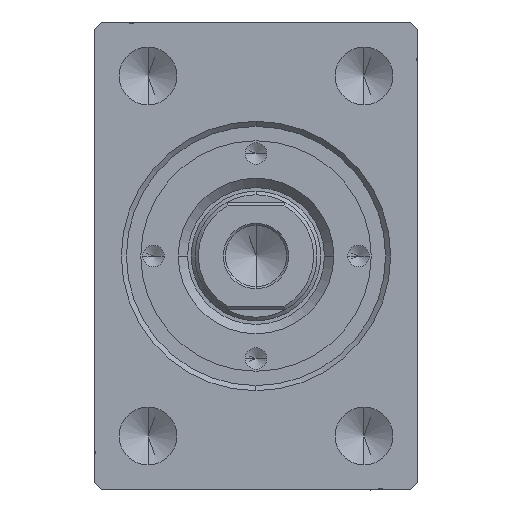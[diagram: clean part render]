
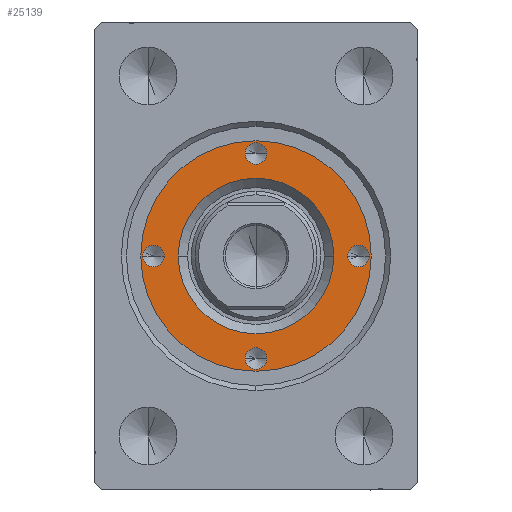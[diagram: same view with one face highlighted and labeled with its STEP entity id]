
A CAD part, left-side view. The second image highlights one B-rep face of the part: STEP entity #25139.
In plain terms, the highlighted face is planar.
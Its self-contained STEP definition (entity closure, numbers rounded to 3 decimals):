
#945 = EDGE_CURVE ( 'NONE', #3467, #30527, #43406, .T. ) ;
#1053 = FACE_BOUND ( 'NONE', #14610, .T. ) ;
#1615 = CARTESIAN_POINT ( 'NONE',  ( 0., 14.25, 7. ) ) ;
#1621 = DIRECTION ( 'NONE',  ( 0., 0., 1. ) ) ;
#2173 = CIRCLE ( 'NONE', #25716, 1.5 ) ;
#2841 = AXIS2_PLACEMENT_3D ( 'NONE', #38098, #27397, #20892 ) ;
#3022 = DIRECTION ( 'NONE',  ( 0., 0., 1. ) ) ;
#3123 = VERTEX_POINT ( 'NONE', #42839 ) ;
#3467 = VERTEX_POINT ( 'NONE', #29644 ) ;
#3644 = EDGE_LOOP ( 'NONE', ( #28228, #3685 ) ) ;
#3685 = ORIENTED_EDGE ( 'NONE', *, *, #23713, .F. ) ;
#3951 = FACE_OUTER_BOUND ( 'NONE', #43902, .T. ) ;
#4063 = AXIS2_PLACEMENT_3D ( 'NONE', #29137, #29367, #33169 ) ;
#4236 = VERTEX_POINT ( 'NONE', #16248 ) ;
#4450 = AXIS2_PLACEMENT_3D ( 'NONE', #16668, #9311, #6626 ) ;
#4512 = ORIENTED_EDGE ( 'NONE', *, *, #25877, .F. ) ;
#5387 = DIRECTION ( 'NONE',  ( 1., 0., 0. ) ) ;
#5395 = DIRECTION ( 'NONE',  ( 1., 0., 0. ) ) ;
#5591 = DIRECTION ( 'NONE',  ( 1., 0., 0. ) ) ;
#5776 = EDGE_CURVE ( 'NONE', #8069, #26889, #41280, .T. ) ;
#6604 = EDGE_CURVE ( 'NONE', #15978, #12610, #41310, .T. ) ;
#6626 = DIRECTION ( 'NONE',  ( 1., 0., 0. ) ) ;
#6838 = EDGE_CURVE ( 'NONE', #12610, #15978, #26364, .T. ) ;
#6907 = EDGE_CURVE ( 'NONE', #30527, #3467, #24901, .T. ) ;
#7295 = FACE_BOUND ( 'NONE', #35392, .T. ) ;
#7612 = EDGE_CURVE ( 'NONE', #3123, #4236, #24932, .T. ) ;
#7944 = PLANE ( 'NONE',  #9141 ) ;
#8028 = CARTESIAN_POINT ( 'NONE',  ( -14.25, 0., 7. ) ) ;
#8069 = VERTEX_POINT ( 'NONE', #36803 ) ;
#8161 = FACE_BOUND ( 'NONE', #16801, .T. ) ;
#8230 = AXIS2_PLACEMENT_3D ( 'NONE', #15214, #42903, #5395 ) ;
#8303 = ORIENTED_EDGE ( 'NONE', *, *, #6604, .F. ) ;
#8367 = DIRECTION ( 'NONE',  ( 1., 0., 0. ) ) ;
#9067 = ORIENTED_EDGE ( 'NONE', *, *, #7612, .F. ) ;
#9141 = AXIS2_PLACEMENT_3D ( 'NONE', #41879, #18437, #11295 ) ;
#9311 = DIRECTION ( 'NONE',  ( 0., 0., 1. ) ) ;
#9380 = CARTESIAN_POINT ( 'NONE',  ( 15.75, 0., 7. ) ) ;
#9435 = EDGE_CURVE ( 'NONE', #23592, #38805, #2173, .T. ) ;
#9484 = CARTESIAN_POINT ( 'NONE',  ( 14.25, 0., 7. ) ) ;
#9655 = AXIS2_PLACEMENT_3D ( 'NONE', #43934, #36825, #22966 ) ;
#10378 = CIRCLE ( 'NONE', #9655, 16. ) ;
#10596 = ORIENTED_EDGE ( 'NONE', *, *, #6838, .F. ) ;
#11023 = CARTESIAN_POINT ( 'NONE',  ( 10.8, 0., 7. ) ) ;
#11295 = DIRECTION ( 'NONE',  ( 1., 0., 0. ) ) ;
#11594 = EDGE_CURVE ( 'NONE', #38805, #23592, #16578, .T. ) ;
#11933 = DIRECTION ( 'NONE',  ( 0., 0., -1. ) ) ;
#12610 = VERTEX_POINT ( 'NONE', #17977 ) ;
#12741 = CARTESIAN_POINT ( 'NONE',  ( 0., 14.25, 7. ) ) ;
#13516 = ORIENTED_EDGE ( 'NONE', *, *, #945, .T. ) ;
#13558 = ORIENTED_EDGE ( 'NONE', *, *, #11594, .F. ) ;
#14400 = CARTESIAN_POINT ( 'NONE',  ( 0., 0., 7. ) ) ;
#14610 = EDGE_LOOP ( 'NONE', ( #9067, #4512 ) ) ;
#14765 = DIRECTION ( 'NONE',  ( 0., 0., 1. ) ) ;
#14998 = ORIENTED_EDGE ( 'NONE', *, *, #9435, .F. ) ;
#15005 = ORIENTED_EDGE ( 'NONE', *, *, #17143, .T. ) ;
#15214 = CARTESIAN_POINT ( 'NONE',  ( -14.25, 0., 7. ) ) ;
#15553 = EDGE_LOOP ( 'NONE', ( #41796, #13516 ) ) ;
#15978 = VERTEX_POINT ( 'NONE', #32415 ) ;
#16248 = CARTESIAN_POINT ( 'NONE',  ( -15.75, 0., 7. ) ) ;
#16578 = CIRCLE ( 'NONE', #4450, 1.5 ) ;
#16668 = CARTESIAN_POINT ( 'NONE',  ( 14.25, 0., 7. ) ) ;
#16801 = EDGE_LOOP ( 'NONE', ( #10596, #8303 ) ) ;
#17143 = EDGE_CURVE ( 'NONE', #17257, #41786, #10378, .T. ) ;
#17257 = VERTEX_POINT ( 'NONE', #27206 ) ;
#17977 = CARTESIAN_POINT ( 'NONE',  ( 1.5, -14.25, 7. ) ) ;
#18437 = DIRECTION ( 'NONE',  ( 0., 0., 1. ) ) ;
#20892 = DIRECTION ( 'NONE',  ( 1., 0., 0. ) ) ;
#21220 = DIRECTION ( 'NONE',  ( 0., 0., 1. ) ) ;
#21586 = EDGE_CURVE ( 'NONE', #41786, #17257, #31879, .T. ) ;
#21665 = DIRECTION ( 'NONE',  ( 1., 0., 0. ) ) ;
#21949 = AXIS2_PLACEMENT_3D ( 'NONE', #12741, #26586, #5591 ) ;
#22352 = CARTESIAN_POINT ( 'NONE',  ( -16., 0., 7. ) ) ;
#22966 = DIRECTION ( 'NONE',  ( 1., 0., 0. ) ) ;
#23311 = CARTESIAN_POINT ( 'NONE',  ( 12.75, 0., 7. ) ) ;
#23592 = VERTEX_POINT ( 'NONE', #9380 ) ;
#23713 = EDGE_CURVE ( 'NONE', #26889, #8069, #24085, .T. ) ;
#23756 = CARTESIAN_POINT ( 'NONE',  ( -1.5, 14.25, 7. ) ) ;
#24085 = CIRCLE ( 'NONE', #21949, 1.5 ) ;
#24179 = AXIS2_PLACEMENT_3D ( 'NONE', #25338, #38978, #8367 ) ;
#24901 = CIRCLE ( 'NONE', #37769, 10.8 ) ;
#24921 = FACE_BOUND ( 'NONE', #15553, .T. ) ;
#24932 = CIRCLE ( 'NONE', #36385, 1.5 ) ;
#25139 = ADVANCED_FACE ( 'NONE', ( #1053, #41448, #7295, #8161, #24921, #3951 ), #7944, .T. ) ;
#25338 = CARTESIAN_POINT ( 'NONE',  ( 0., 0., 7. ) ) ;
#25716 = AXIS2_PLACEMENT_3D ( 'NONE', #9484, #3022, #30051 ) ;
#25877 = EDGE_CURVE ( 'NONE', #4236, #3123, #43909, .T. ) ;
#26364 = CIRCLE ( 'NONE', #2841, 1.5 ) ;
#26586 = DIRECTION ( 'NONE',  ( 0., 0., 1. ) ) ;
#26772 = ORIENTED_EDGE ( 'NONE', *, *, #21586, .T. ) ;
#26889 = VERTEX_POINT ( 'NONE', #23756 ) ;
#27206 = CARTESIAN_POINT ( 'NONE',  ( 16., 0., 7. ) ) ;
#27397 = DIRECTION ( 'NONE',  ( 0., 0., 1. ) ) ;
#27807 = CARTESIAN_POINT ( 'NONE',  ( 0., -14.25, 7. ) ) ;
#28228 = ORIENTED_EDGE ( 'NONE', *, *, #5776, .F. ) ;
#28704 = DIRECTION ( 'NONE',  ( 1., 0., 0. ) ) ;
#29137 = CARTESIAN_POINT ( 'NONE',  ( 0., 0., 7. ) ) ;
#29171 = AXIS2_PLACEMENT_3D ( 'NONE', #1615, #14765, #5387 ) ;
#29367 = DIRECTION ( 'NONE',  ( 0., 0., 1. ) ) ;
#29644 = CARTESIAN_POINT ( 'NONE',  ( -10.8, 0., 7. ) ) ;
#30051 = DIRECTION ( 'NONE',  ( 1., 0., 0. ) ) ;
#30527 = VERTEX_POINT ( 'NONE', #11023 ) ;
#31879 = CIRCLE ( 'NONE', #4063, 16. ) ;
#32415 = CARTESIAN_POINT ( 'NONE',  ( -1.5, -14.25, 7. ) ) ;
#33169 = DIRECTION ( 'NONE',  ( 1., 0., 0. ) ) ;
#35392 = EDGE_LOOP ( 'NONE', ( #14998, #13558 ) ) ;
#35557 = DIRECTION ( 'NONE',  ( 1., 0., 0. ) ) ;
#36385 = AXIS2_PLACEMENT_3D ( 'NONE', #8028, #21220, #21665 ) ;
#36803 = CARTESIAN_POINT ( 'NONE',  ( 1.5, 14.25, 7. ) ) ;
#36825 = DIRECTION ( 'NONE',  ( 0., 0., 1. ) ) ;
#37769 = AXIS2_PLACEMENT_3D ( 'NONE', #14400, #11933, #28704 ) ;
#38098 = CARTESIAN_POINT ( 'NONE',  ( 0., -14.25, 7. ) ) ;
#38805 = VERTEX_POINT ( 'NONE', #23311 ) ;
#38978 = DIRECTION ( 'NONE',  ( 0., 0., -1. ) ) ;
#39198 = AXIS2_PLACEMENT_3D ( 'NONE', #27807, #1621, #35557 ) ;
#41280 = CIRCLE ( 'NONE', #29171, 1.5 ) ;
#41310 = CIRCLE ( 'NONE', #39198, 1.5 ) ;
#41448 = FACE_BOUND ( 'NONE', #3644, .T. ) ;
#41786 = VERTEX_POINT ( 'NONE', #22352 ) ;
#41796 = ORIENTED_EDGE ( 'NONE', *, *, #6907, .T. ) ;
#41879 = CARTESIAN_POINT ( 'NONE',  ( 0., 0., 7. ) ) ;
#42839 = CARTESIAN_POINT ( 'NONE',  ( -12.75, 0., 7. ) ) ;
#42903 = DIRECTION ( 'NONE',  ( 0., 0., 1. ) ) ;
#43406 = CIRCLE ( 'NONE', #24179, 10.8 ) ;
#43902 = EDGE_LOOP ( 'NONE', ( #26772, #15005 ) ) ;
#43909 = CIRCLE ( 'NONE', #8230, 1.5 ) ;
#43934 = CARTESIAN_POINT ( 'NONE',  ( 0., 0., 7. ) ) ;
